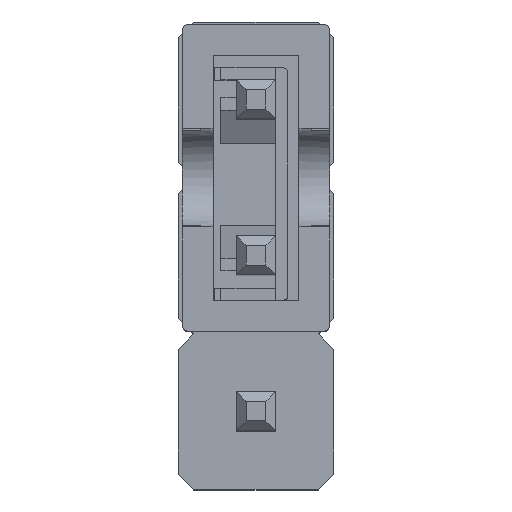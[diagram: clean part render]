
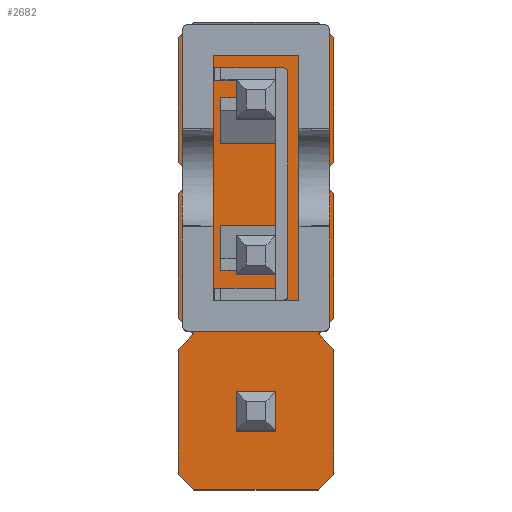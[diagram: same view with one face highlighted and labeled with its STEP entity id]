
A CAD part, top view. The second image highlights one B-rep face of the part: STEP entity #2682.
In plain terms, the highlighted planar face has unit normal (0, 0, 1).
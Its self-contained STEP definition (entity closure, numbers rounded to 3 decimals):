
#2028 = VERTEX_POINT('',#2029);
#2029 = CARTESIAN_POINT('',(0.32,-2.86,2.54));
#2035 = EDGE_CURVE('',#2028,#2036,#2038,.T.);
#2036 = VERTEX_POINT('',#2037);
#2037 = CARTESIAN_POINT('',(-0.32,-2.86,2.54));
#2038 = LINE('',#2039,#2040);
#2039 = CARTESIAN_POINT('',(-0.16,-2.86,2.54));
#2040 = VECTOR('',#2041,1.);
#2041 = DIRECTION('',(-1.,0.,0.));
#2082 = VERTEX_POINT('',#2083);
#2083 = CARTESIAN_POINT('',(0.32,-0.32,2.54));
#2089 = EDGE_CURVE('',#2082,#2090,#2092,.T.);
#2090 = VERTEX_POINT('',#2091);
#2091 = CARTESIAN_POINT('',(0.32,0.32,2.54));
#2092 = LINE('',#2093,#2094);
#2093 = CARTESIAN_POINT('',(0.32,-1.43,2.54));
#2094 = VECTOR('',#2095,1.);
#2095 = DIRECTION('',(0.,1.,0.));
#2176 = EDGE_CURVE('',#2028,#2177,#2179,.T.);
#2177 = VERTEX_POINT('',#2178);
#2178 = CARTESIAN_POINT('',(0.32,-2.22,2.54));
#2179 = LINE('',#2180,#2181);
#2180 = CARTESIAN_POINT('',(0.32,-2.7,2.54));
#2181 = VECTOR('',#2182,1.);
#2182 = DIRECTION('',(0.,1.,0.));
#2247 = EDGE_CURVE('',#2090,#2248,#2250,.T.);
#2248 = VERTEX_POINT('',#2249);
#2249 = CARTESIAN_POINT('',(-0.32,0.32,2.54));
#2250 = LINE('',#2251,#2252);
#2251 = CARTESIAN_POINT('',(-0.16,0.32,2.54));
#2252 = VECTOR('',#2253,1.);
#2253 = DIRECTION('',(-1.,0.,0.));
#2682 = ADVANCED_FACE('',(#2683,#2845,#2863,#2881),#2915,.T.);
#2683 = FACE_BOUND('',#2684,.T.);
#2684 = EDGE_LOOP('',(#2685,#2695,#2703,#2711,#2719,#2727,#2735,#2743,
    #2751,#2759,#2767,#2775,#2783,#2791,#2799,#2807,#2815,#2823,#2831,
    #2839));
#2685 = ORIENTED_EDGE('',*,*,#2686,.T.);
#2686 = EDGE_CURVE('',#2687,#2689,#2691,.T.);
#2687 = VERTEX_POINT('',#2688);
#2688 = CARTESIAN_POINT('',(-1.016,1.27,2.54));
#2689 = VERTEX_POINT('',#2690);
#2690 = CARTESIAN_POINT('',(-1.27,1.016,2.54));
#2691 = LINE('',#2692,#2693);
#2692 = CARTESIAN_POINT('',(-1.016,1.27,2.54));
#2693 = VECTOR('',#2694,1.);
#2694 = DIRECTION('',(-0.707,-0.707,0.));
#2695 = ORIENTED_EDGE('',*,*,#2696,.T.);
#2696 = EDGE_CURVE('',#2689,#2697,#2699,.T.);
#2697 = VERTEX_POINT('',#2698);
#2698 = CARTESIAN_POINT('',(-1.27,-1.016,2.54));
#2699 = LINE('',#2700,#2701);
#2700 = CARTESIAN_POINT('',(-1.27,1.016,2.54));
#2701 = VECTOR('',#2702,1.);
#2702 = DIRECTION('',(0.,-1.,0.));
#2703 = ORIENTED_EDGE('',*,*,#2704,.T.);
#2704 = EDGE_CURVE('',#2697,#2705,#2707,.T.);
#2705 = VERTEX_POINT('',#2706);
#2706 = CARTESIAN_POINT('',(-1.016,-1.27,2.54));
#2707 = LINE('',#2708,#2709);
#2708 = CARTESIAN_POINT('',(-1.27,-1.016,2.54));
#2709 = VECTOR('',#2710,1.);
#2710 = DIRECTION('',(0.707,-0.707,0.));
#2711 = ORIENTED_EDGE('',*,*,#2712,.T.);
#2712 = EDGE_CURVE('',#2705,#2713,#2715,.T.);
#2713 = VERTEX_POINT('',#2714);
#2714 = CARTESIAN_POINT('',(-1.27,-1.524,2.54));
#2715 = LINE('',#2716,#2717);
#2716 = CARTESIAN_POINT('',(-1.016,-1.27,2.54));
#2717 = VECTOR('',#2718,1.);
#2718 = DIRECTION('',(-0.707,-0.707,0.));
#2719 = ORIENTED_EDGE('',*,*,#2720,.T.);
#2720 = EDGE_CURVE('',#2713,#2721,#2723,.T.);
#2721 = VERTEX_POINT('',#2722);
#2722 = CARTESIAN_POINT('',(-1.27,-3.556,2.54));
#2723 = LINE('',#2724,#2725);
#2724 = CARTESIAN_POINT('',(-1.27,-1.524,2.54));
#2725 = VECTOR('',#2726,1.);
#2726 = DIRECTION('',(0.,-1.,0.));
#2727 = ORIENTED_EDGE('',*,*,#2728,.T.);
#2728 = EDGE_CURVE('',#2721,#2729,#2731,.T.);
#2729 = VERTEX_POINT('',#2730);
#2730 = CARTESIAN_POINT('',(-1.016,-3.81,2.54));
#2731 = LINE('',#2732,#2733);
#2732 = CARTESIAN_POINT('',(-1.27,-3.556,2.54));
#2733 = VECTOR('',#2734,1.);
#2734 = DIRECTION('',(0.707,-0.707,0.));
#2735 = ORIENTED_EDGE('',*,*,#2736,.T.);
#2736 = EDGE_CURVE('',#2729,#2737,#2739,.T.);
#2737 = VERTEX_POINT('',#2738);
#2738 = CARTESIAN_POINT('',(-1.27,-4.064,2.54));
#2739 = LINE('',#2740,#2741);
#2740 = CARTESIAN_POINT('',(-1.016,-3.81,2.54));
#2741 = VECTOR('',#2742,1.);
#2742 = DIRECTION('',(-0.707,-0.707,0.));
#2743 = ORIENTED_EDGE('',*,*,#2744,.T.);
#2744 = EDGE_CURVE('',#2737,#2745,#2747,.T.);
#2745 = VERTEX_POINT('',#2746);
#2746 = CARTESIAN_POINT('',(-1.27,-6.096,2.54));
#2747 = LINE('',#2748,#2749);
#2748 = CARTESIAN_POINT('',(-1.27,-4.064,2.54));
#2749 = VECTOR('',#2750,1.);
#2750 = DIRECTION('',(0.,-1.,0.));
#2751 = ORIENTED_EDGE('',*,*,#2752,.T.);
#2752 = EDGE_CURVE('',#2745,#2753,#2755,.T.);
#2753 = VERTEX_POINT('',#2754);
#2754 = CARTESIAN_POINT('',(-1.016,-6.35,2.54));
#2755 = LINE('',#2756,#2757);
#2756 = CARTESIAN_POINT('',(-1.27,-6.096,2.54));
#2757 = VECTOR('',#2758,1.);
#2758 = DIRECTION('',(0.707,-0.707,0.));
#2759 = ORIENTED_EDGE('',*,*,#2760,.T.);
#2760 = EDGE_CURVE('',#2753,#2761,#2763,.T.);
#2761 = VERTEX_POINT('',#2762);
#2762 = CARTESIAN_POINT('',(1.016,-6.35,2.54));
#2763 = LINE('',#2764,#2765);
#2764 = CARTESIAN_POINT('',(-1.016,-6.35,2.54));
#2765 = VECTOR('',#2766,1.);
#2766 = DIRECTION('',(1.,0.,0.));
#2767 = ORIENTED_EDGE('',*,*,#2768,.T.);
#2768 = EDGE_CURVE('',#2761,#2769,#2771,.T.);
#2769 = VERTEX_POINT('',#2770);
#2770 = CARTESIAN_POINT('',(1.27,-6.096,2.54));
#2771 = LINE('',#2772,#2773);
#2772 = CARTESIAN_POINT('',(1.016,-6.35,2.54));
#2773 = VECTOR('',#2774,1.);
#2774 = DIRECTION('',(0.707,0.707,0.));
#2775 = ORIENTED_EDGE('',*,*,#2776,.T.);
#2776 = EDGE_CURVE('',#2769,#2777,#2779,.T.);
#2777 = VERTEX_POINT('',#2778);
#2778 = CARTESIAN_POINT('',(1.27,-4.064,2.54));
#2779 = LINE('',#2780,#2781);
#2780 = CARTESIAN_POINT('',(1.27,-6.096,2.54));
#2781 = VECTOR('',#2782,1.);
#2782 = DIRECTION('',(0.,1.,0.));
#2783 = ORIENTED_EDGE('',*,*,#2784,.T.);
#2784 = EDGE_CURVE('',#2777,#2785,#2787,.T.);
#2785 = VERTEX_POINT('',#2786);
#2786 = CARTESIAN_POINT('',(1.016,-3.81,2.54));
#2787 = LINE('',#2788,#2789);
#2788 = CARTESIAN_POINT('',(1.27,-4.064,2.54));
#2789 = VECTOR('',#2790,1.);
#2790 = DIRECTION('',(-0.707,0.707,0.));
#2791 = ORIENTED_EDGE('',*,*,#2792,.T.);
#2792 = EDGE_CURVE('',#2785,#2793,#2795,.T.);
#2793 = VERTEX_POINT('',#2794);
#2794 = CARTESIAN_POINT('',(1.27,-3.556,2.54));
#2795 = LINE('',#2796,#2797);
#2796 = CARTESIAN_POINT('',(1.016,-3.81,2.54));
#2797 = VECTOR('',#2798,1.);
#2798 = DIRECTION('',(0.707,0.707,0.));
#2799 = ORIENTED_EDGE('',*,*,#2800,.T.);
#2800 = EDGE_CURVE('',#2793,#2801,#2803,.T.);
#2801 = VERTEX_POINT('',#2802);
#2802 = CARTESIAN_POINT('',(1.27,-1.524,2.54));
#2803 = LINE('',#2804,#2805);
#2804 = CARTESIAN_POINT('',(1.27,-3.556,2.54));
#2805 = VECTOR('',#2806,1.);
#2806 = DIRECTION('',(0.,1.,0.));
#2807 = ORIENTED_EDGE('',*,*,#2808,.T.);
#2808 = EDGE_CURVE('',#2801,#2809,#2811,.T.);
#2809 = VERTEX_POINT('',#2810);
#2810 = CARTESIAN_POINT('',(1.016,-1.27,2.54));
#2811 = LINE('',#2812,#2813);
#2812 = CARTESIAN_POINT('',(1.27,-1.524,2.54));
#2813 = VECTOR('',#2814,1.);
#2814 = DIRECTION('',(-0.707,0.707,0.));
#2815 = ORIENTED_EDGE('',*,*,#2816,.T.);
#2816 = EDGE_CURVE('',#2809,#2817,#2819,.T.);
#2817 = VERTEX_POINT('',#2818);
#2818 = CARTESIAN_POINT('',(1.27,-1.016,2.54));
#2819 = LINE('',#2820,#2821);
#2820 = CARTESIAN_POINT('',(1.016,-1.27,2.54));
#2821 = VECTOR('',#2822,1.);
#2822 = DIRECTION('',(0.707,0.707,0.));
#2823 = ORIENTED_EDGE('',*,*,#2824,.T.);
#2824 = EDGE_CURVE('',#2817,#2825,#2827,.T.);
#2825 = VERTEX_POINT('',#2826);
#2826 = CARTESIAN_POINT('',(1.27,1.016,2.54));
#2827 = LINE('',#2828,#2829);
#2828 = CARTESIAN_POINT('',(1.27,-1.016,2.54));
#2829 = VECTOR('',#2830,1.);
#2830 = DIRECTION('',(0.,1.,0.));
#2831 = ORIENTED_EDGE('',*,*,#2832,.T.);
#2832 = EDGE_CURVE('',#2825,#2833,#2835,.T.);
#2833 = VERTEX_POINT('',#2834);
#2834 = CARTESIAN_POINT('',(1.016,1.27,2.54));
#2835 = LINE('',#2836,#2837);
#2836 = CARTESIAN_POINT('',(1.27,1.016,2.54));
#2837 = VECTOR('',#2838,1.);
#2838 = DIRECTION('',(-0.707,0.707,0.));
#2839 = ORIENTED_EDGE('',*,*,#2840,.T.);
#2840 = EDGE_CURVE('',#2833,#2687,#2841,.T.);
#2841 = LINE('',#2842,#2843);
#2842 = CARTESIAN_POINT('',(1.016,1.27,2.54));
#2843 = VECTOR('',#2844,1.);
#2844 = DIRECTION('',(-1.,0.,0.));
#2845 = FACE_BOUND('',#2846,.T.);
#2846 = EDGE_LOOP('',(#2847,#2848,#2856,#2862));
#2847 = ORIENTED_EDGE('',*,*,#2089,.F.);
#2848 = ORIENTED_EDGE('',*,*,#2849,.T.);
#2849 = EDGE_CURVE('',#2082,#2850,#2852,.T.);
#2850 = VERTEX_POINT('',#2851);
#2851 = CARTESIAN_POINT('',(-0.32,-0.32,2.54));
#2852 = LINE('',#2853,#2854);
#2853 = CARTESIAN_POINT('',(-0.16,-0.32,2.54));
#2854 = VECTOR('',#2855,1.);
#2855 = DIRECTION('',(-1.,0.,0.));
#2856 = ORIENTED_EDGE('',*,*,#2857,.T.);
#2857 = EDGE_CURVE('',#2850,#2248,#2858,.T.);
#2858 = LINE('',#2859,#2860);
#2859 = CARTESIAN_POINT('',(-0.32,-1.43,2.54));
#2860 = VECTOR('',#2861,1.);
#2861 = DIRECTION('',(0.,1.,0.));
#2862 = ORIENTED_EDGE('',*,*,#2247,.F.);
#2863 = FACE_BOUND('',#2864,.T.);
#2864 = EDGE_LOOP('',(#2865,#2866,#2874,#2880));
#2865 = ORIENTED_EDGE('',*,*,#2035,.T.);
#2866 = ORIENTED_EDGE('',*,*,#2867,.T.);
#2867 = EDGE_CURVE('',#2036,#2868,#2870,.T.);
#2868 = VERTEX_POINT('',#2869);
#2869 = CARTESIAN_POINT('',(-0.32,-2.22,2.54));
#2870 = LINE('',#2871,#2872);
#2871 = CARTESIAN_POINT('',(-0.32,-2.7,2.54));
#2872 = VECTOR('',#2873,1.);
#2873 = DIRECTION('',(0.,1.,0.));
#2874 = ORIENTED_EDGE('',*,*,#2875,.F.);
#2875 = EDGE_CURVE('',#2177,#2868,#2876,.T.);
#2876 = LINE('',#2877,#2878);
#2877 = CARTESIAN_POINT('',(-0.16,-2.22,2.54));
#2878 = VECTOR('',#2879,1.);
#2879 = DIRECTION('',(-1.,0.,0.));
#2880 = ORIENTED_EDGE('',*,*,#2176,.F.);
#2881 = FACE_BOUND('',#2882,.T.);
#2882 = EDGE_LOOP('',(#2883,#2893,#2901,#2909));
#2883 = ORIENTED_EDGE('',*,*,#2884,.F.);
#2884 = EDGE_CURVE('',#2885,#2887,#2889,.T.);
#2885 = VERTEX_POINT('',#2886);
#2886 = CARTESIAN_POINT('',(0.32,-4.76,2.54));
#2887 = VERTEX_POINT('',#2888);
#2888 = CARTESIAN_POINT('',(-0.32,-4.76,2.54));
#2889 = LINE('',#2890,#2891);
#2890 = CARTESIAN_POINT('',(-0.16,-4.76,2.54));
#2891 = VECTOR('',#2892,1.);
#2892 = DIRECTION('',(-1.,0.,0.));
#2893 = ORIENTED_EDGE('',*,*,#2894,.F.);
#2894 = EDGE_CURVE('',#2895,#2885,#2897,.T.);
#2895 = VERTEX_POINT('',#2896);
#2896 = CARTESIAN_POINT('',(0.32,-5.4,2.54));
#2897 = LINE('',#2898,#2899);
#2898 = CARTESIAN_POINT('',(0.32,-3.97,2.54));
#2899 = VECTOR('',#2900,1.);
#2900 = DIRECTION('',(0.,1.,0.));
#2901 = ORIENTED_EDGE('',*,*,#2902,.T.);
#2902 = EDGE_CURVE('',#2895,#2903,#2905,.T.);
#2903 = VERTEX_POINT('',#2904);
#2904 = CARTESIAN_POINT('',(-0.32,-5.4,2.54));
#2905 = LINE('',#2906,#2907);
#2906 = CARTESIAN_POINT('',(-0.16,-5.4,2.54));
#2907 = VECTOR('',#2908,1.);
#2908 = DIRECTION('',(-1.,0.,0.));
#2909 = ORIENTED_EDGE('',*,*,#2910,.T.);
#2910 = EDGE_CURVE('',#2903,#2887,#2911,.T.);
#2911 = LINE('',#2912,#2913);
#2912 = CARTESIAN_POINT('',(-0.32,-3.97,2.54));
#2913 = VECTOR('',#2914,1.);
#2914 = DIRECTION('',(0.,1.,0.));
#2915 = PLANE('',#2916);
#2916 = AXIS2_PLACEMENT_3D('',#2917,#2918,#2919);
#2917 = CARTESIAN_POINT('',(0.,-2.54,2.54));
#2918 = DIRECTION('',(0.,0.,1.));
#2919 = DIRECTION('',(1.,0.,0.));
